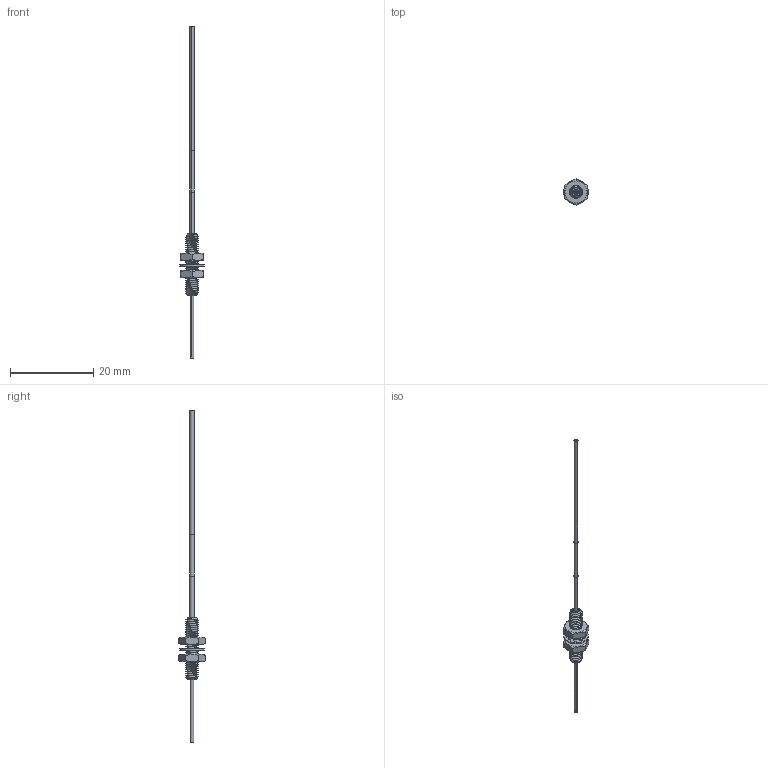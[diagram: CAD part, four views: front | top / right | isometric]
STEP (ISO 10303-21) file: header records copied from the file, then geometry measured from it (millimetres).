
FILE_DESCRIPTION((''),'2;1');
FILE_NAME('193391_ASM','2016-03-02T',('pdmadmin'),(''),'PRO/ENGINEER BY PARAMETRIC TECHNOLOGY CORPORATION, 2013230','PRO/ENGINEER BY PARAMETRIC TECHNOLOGY CORPORATION, 2013230','');
FILE_SCHEMA(('CONFIG_CONTROL_DESIGN'));
Length unit declared in the file: inch
Products named in the file (8): 39105; 39106; 08393_M3_ITLW_NI_PLATE; 08396_M3X0; FIBER_CORE_020_X_; 10141; 39104_ASM; 193391_ASM
Assembly tree (8 placements, depth 3):
  193391_ASM
    39104_ASM
      39105
      39106
      08393_M3_ITLW_NI_PLATE
      08396_M3X0  x2
      FIBER_CORE_020_X_
      10141
Bounding box: 5.99 x 6.35 x 79.99 mm (x, y, z)
Volume: 183 mm3; surface area: 865.2 mm2
Topology: 7 solids, 8 shells, 247 faces, 632 edges, 400 vertices
Faces by surface type: cylinder 124, cone 54, plane 47, bspline 22
Entity records: 13837 total; most frequent: CARTESIAN_POINT 8541, ORIENTED_EDGE 1124, DIRECTION 1007, EDGE_CURVE 564, AXIS2_PLACEMENT_3D 386, VERTEX_POINT 362, VECTOR 235, LINE 235
